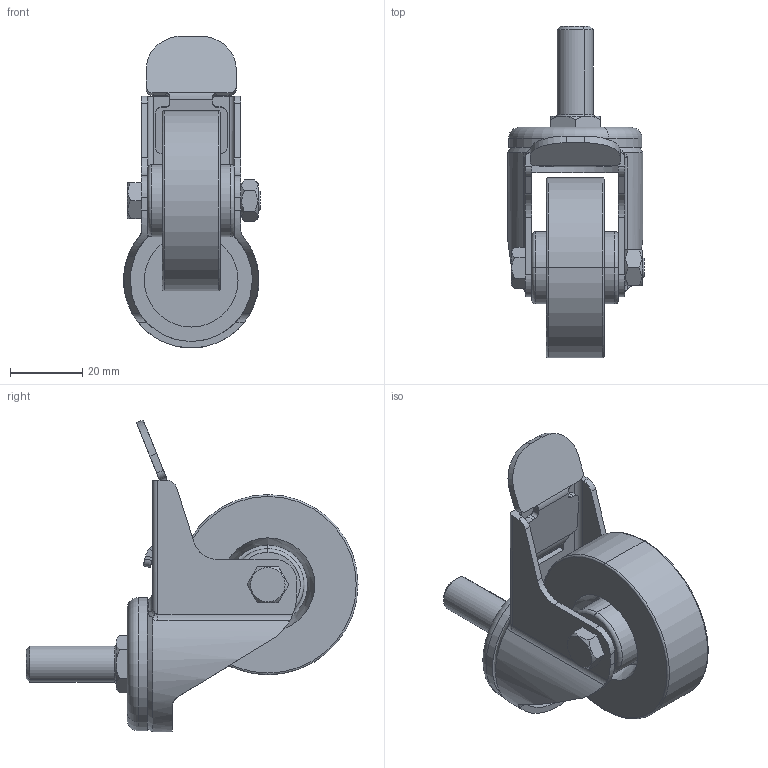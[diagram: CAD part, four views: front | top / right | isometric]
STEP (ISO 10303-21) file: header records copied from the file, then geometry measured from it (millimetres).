
FILE_DESCRIPTION (( 'STEP AP214' ), '1' );
FILE_NAME ('D81 Êîëåñî ñ òîðìîçîì O50 Ì10õ25.STEP', '2021-06-11T07:46:03', ( 'Windows User' ), ( '' ), 'SwSTEP 2.0', 'SolidWorks 2021', '' );
FILE_SCHEMA (( 'AUTOMOTIVE_DESIGN' ));
Length unit declared in the file: millimetre
Products named in the file (7): D81 蹴濋趌00; D81 秬謽鍡_00; D81 鍔錓_00; D81 昜闉趌00; D81 Êîëåñî ñ òîðìîçîì O50 Ì10õ25; D81 Ïîäïèøïèêîâûé óçåë_00; D81 扻錼勷_00
Assembly tree (6 placements, depth 2):
  D81 Êîëåñî ñ òîðìîçîì O50 Ì10õ25
    D81 昜闉趌00
    D81 Ïîäïèøïèêîâûé óçåë_00
    D81 扻錼勷_00
    D81 蹴濋趌00
    D81 鍔錓_00
    D81 秬謽鍡_00
Bounding box: 37.96 x 92.1 x 86.52 mm (x, y, z)
Volume: 49963.4 mm3; surface area: 26310.5 mm2
Topology: 6 solids, 6 shells, 216 faces, 521 edges, 326 vertices
Faces by surface type: plane 87, cylinder 70, cone 26, torus 25, bspline 8
Entity records: 7284 total; most frequent: CARTESIAN_POINT 1942, DIRECTION 1082, ORIENTED_EDGE 1042, EDGE_CURVE 521, AXIS2_PLACEMENT_3D 424, VERTEX_POINT 326, EDGE_LOOP 237, VECTOR 234
